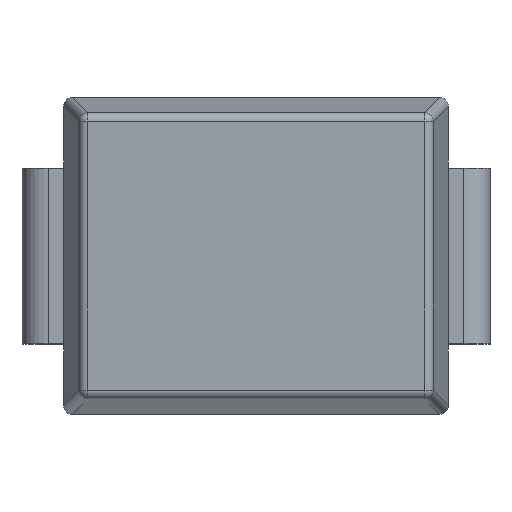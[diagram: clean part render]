
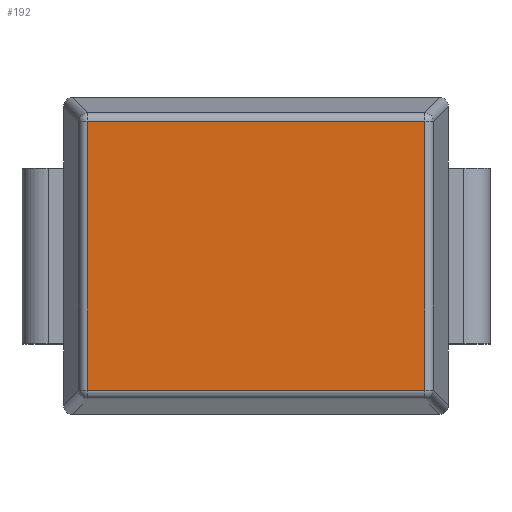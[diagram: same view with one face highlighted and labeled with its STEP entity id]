
A CAD part, top view. The second image highlights one B-rep face of the part: STEP entity #192.
In plain terms, the highlighted planar face has unit normal (0, 0, 1).
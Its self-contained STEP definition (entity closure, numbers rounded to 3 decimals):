
#192 = ADVANCED_FACE ( 'NONE', ( #3211 ), #4913, .T. ) ;
#199 = CARTESIAN_POINT ( 'NONE',  ( 1.927, 1.537, 1.075 ) ) ;
#237 = DIRECTION ( 'NONE',  ( 0., 1., 0. ) ) ;
#325 = ORIENTED_EDGE ( 'NONE', *, *, #4574, .T. ) ;
#487 = CARTESIAN_POINT ( 'NONE',  ( 1.927, 1.62, 1.075 ) ) ;
#559 = VERTEX_POINT ( 'NONE', #199 ) ;
#597 = ORIENTED_EDGE ( 'NONE', *, *, #4831, .T. ) ;
#801 = CARTESIAN_POINT ( 'NONE',  ( -1.927, -1.537, 1.075 ) ) ;
#885 = EDGE_CURVE ( 'NONE', #931, #3553, #4776, .T. ) ;
#931 = VERTEX_POINT ( 'NONE', #2246 ) ;
#1076 = EDGE_LOOP ( 'NONE', ( #325, #4742, #597, #5023 ) ) ;
#1367 = AXIS2_PLACEMENT_3D ( 'NONE', #4932, #5859, #5309 ) ;
#1523 = CARTESIAN_POINT ( 'NONE',  ( 2.01, -1.537, 1.075 ) ) ;
#1623 = LINE ( 'NONE', #1523, #2938 ) ;
#1631 = VECTOR ( 'NONE', #5778, 1000. ) ;
#2246 = CARTESIAN_POINT ( 'NONE',  ( -1.927, 1.537, 1.075 ) ) ;
#2303 = CARTESIAN_POINT ( 'NONE',  ( -1.927, -1.62, 1.075 ) ) ;
#2363 = DIRECTION ( 'NONE',  ( 1., 0., 0. ) ) ;
#2661 = VERTEX_POINT ( 'NONE', #4644 ) ;
#2674 = LINE ( 'NONE', #487, #3047 ) ;
#2724 = LINE ( 'NONE', #3417, #1631 ) ;
#2938 = VECTOR ( 'NONE', #2363, 1000. ) ;
#3047 = VECTOR ( 'NONE', #237, 1000. ) ;
#3211 = FACE_OUTER_BOUND ( 'NONE', #1076, .T. ) ;
#3365 = EDGE_CURVE ( 'NONE', #2661, #559, #2674, .T. ) ;
#3417 = CARTESIAN_POINT ( 'NONE',  ( -2.01, 1.537, 1.075 ) ) ;
#3553 = VERTEX_POINT ( 'NONE', #801 ) ;
#3677 = DIRECTION ( 'NONE',  ( 0., -1., 0. ) ) ;
#4574 = EDGE_CURVE ( 'NONE', #559, #931, #2724, .T. ) ;
#4644 = CARTESIAN_POINT ( 'NONE',  ( 1.927, -1.537, 1.075 ) ) ;
#4742 = ORIENTED_EDGE ( 'NONE', *, *, #885, .T. ) ;
#4776 = LINE ( 'NONE', #2303, #5743 ) ;
#4831 = EDGE_CURVE ( 'NONE', #3553, #2661, #1623, .T. ) ;
#4913 = PLANE ( 'NONE',  #1367 ) ;
#4932 = CARTESIAN_POINT ( 'NONE',  ( 0., 0., 1.075 ) ) ;
#5023 = ORIENTED_EDGE ( 'NONE', *, *, #3365, .T. ) ;
#5309 = DIRECTION ( 'NONE',  ( 1., 0., 0. ) ) ;
#5743 = VECTOR ( 'NONE', #3677, 1000. ) ;
#5778 = DIRECTION ( 'NONE',  ( -1., 0., 0. ) ) ;
#5859 = DIRECTION ( 'NONE',  ( 0., 0., 1. ) ) ;
